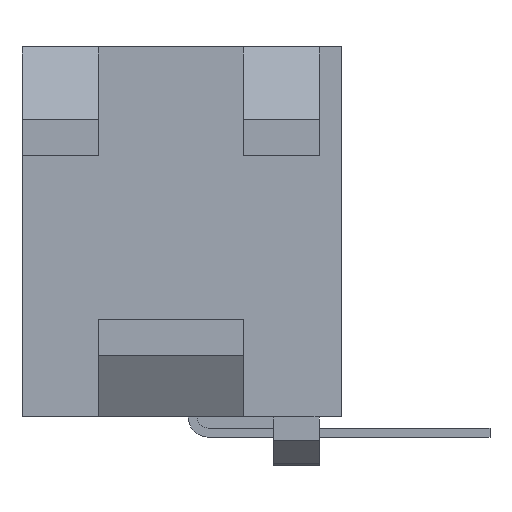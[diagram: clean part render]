
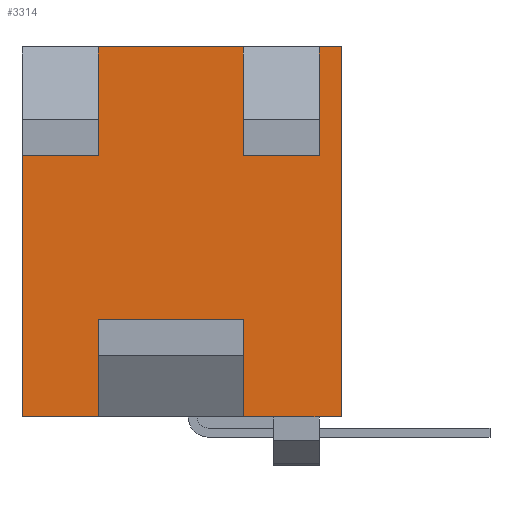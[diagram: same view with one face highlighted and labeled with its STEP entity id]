
A CAD part, left-side view. The second image highlights one B-rep face of the part: STEP entity #3314.
In plain terms, the highlighted planar face has unit normal (-1, 0, 0).
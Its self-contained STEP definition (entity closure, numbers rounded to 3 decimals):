
#600=DIRECTION('',(0.,0.,1.));
#601=VECTOR('',#600,3.);
#602=CARTESIAN_POINT('',(-11.65,-2.,-3.));
#603=LINE('',#602,#601);
#604=DIRECTION('',(0.,1.,0.));
#605=VECTOR('',#604,2.1);
#606=CARTESIAN_POINT('',(-11.65,-4.1,-3.));
#607=LINE('',#606,#605);
#608=DIRECTION('',(0.,0.,1.));
#609=VECTOR('',#608,3.);
#610=CARTESIAN_POINT('',(-11.65,-4.1,-3.));
#611=LINE('',#610,#609);
#612=DIRECTION('',(0.,-1.,0.));
#613=VECTOR('',#612,0.6);
#614=CARTESIAN_POINT('',(-11.65,-4.1,0.));
#615=LINE('',#614,#613);
#616=DIRECTION('',(0.,0.,-1.));
#617=VECTOR('',#616,2.7);
#618=CARTESIAN_POINT('',(-11.65,-2.,-7.5));
#619=LINE('',#618,#617);
#620=DIRECTION('',(0.,1.,0.));
#621=VECTOR('',#620,4.);
#622=CARTESIAN_POINT('',(-11.65,-2.,-7.5));
#623=LINE('',#622,#621);
#624=DIRECTION('',(0.,0.,-1.));
#625=VECTOR('',#624,2.7);
#626=CARTESIAN_POINT('',(-11.65,2.,-7.5));
#627=LINE('',#626,#625);
#628=DIRECTION('',(0.,0.,1.));
#629=VECTOR('',#628,7.2);
#630=CARTESIAN_POINT('',(-11.65,4.1,-10.2));
#631=LINE('',#630,#629);
#632=DIRECTION('',(0.,1.,0.));
#633=VECTOR('',#632,2.1);
#634=CARTESIAN_POINT('',(-11.65,2.,-3.));
#635=LINE('',#634,#633);
#636=DIRECTION('',(0.,0.,1.));
#637=VECTOR('',#636,3.);
#638=CARTESIAN_POINT('',(-11.65,2.,-3.));
#639=LINE('',#638,#637);
#640=DIRECTION('',(0.,-1.,0.));
#641=VECTOR('',#640,4.);
#642=CARTESIAN_POINT('',(-11.65,2.,0.));
#643=LINE('',#642,#641);
#684=DIRECTION('',(0.,0.,-1.));
#685=VECTOR('',#684,10.2);
#686=CARTESIAN_POINT('',(-11.65,-4.7,0.));
#687=LINE('',#686,#685);
#925=DIRECTION('',(0.,-1.,0.));
#926=VECTOR('',#925,2.1);
#927=CARTESIAN_POINT('',(-11.65,4.1,-10.2));
#928=LINE('',#927,#926);
#933=DIRECTION('',(0.,-1.,0.));
#934=VECTOR('',#933,2.7);
#935=CARTESIAN_POINT('',(-11.65,-2.,-10.2));
#936=LINE('',#935,#934);
#1948=CARTESIAN_POINT('',(-11.65,4.1,-10.2));
#1950=VERTEX_POINT('',#1948);
#1972=CARTESIAN_POINT('',(-11.65,-4.7,0.));
#1974=VERTEX_POINT('',#1972);
#1980=CARTESIAN_POINT('',(-11.65,-4.7,-10.2));
#1982=VERTEX_POINT('',#1980);
#2008=CARTESIAN_POINT('',(-11.65,2.,0.));
#2010=VERTEX_POINT('',#2008);
#2012=CARTESIAN_POINT('',(-11.65,2.,-3.));
#2013=VERTEX_POINT('',#2012);
#2014=CARTESIAN_POINT('',(-11.65,4.1,-3.));
#2015=VERTEX_POINT('',#2014);
#2028=CARTESIAN_POINT('',(-11.65,-2.,-10.2));
#2029=CARTESIAN_POINT('',(-11.65,2.,-10.2));
#2030=VERTEX_POINT('',#2028);
#2031=VERTEX_POINT('',#2029);
#2032=CARTESIAN_POINT('',(-11.65,-2.,-7.5));
#2033=VERTEX_POINT('',#2032);
#2034=CARTESIAN_POINT('',(-11.65,2.,-7.5));
#2035=VERTEX_POINT('',#2034);
#2064=CARTESIAN_POINT('',(-11.65,-2.,0.));
#2065=CARTESIAN_POINT('',(-11.65,-4.1,0.));
#2066=VERTEX_POINT('',#2064);
#2067=VERTEX_POINT('',#2065);
#2068=CARTESIAN_POINT('',(-11.65,-2.,-3.));
#2069=VERTEX_POINT('',#2068);
#2088=CARTESIAN_POINT('',(-11.65,-4.1,-3.));
#2089=VERTEX_POINT('',#2088);
#3282=CARTESIAN_POINT('',(-11.65,4.1,0.));
#3283=DIRECTION('',(-1.,0.,0.));
#3284=DIRECTION('',(0.,-1.,0.));
#3285=AXIS2_PLACEMENT_3D('',#3282,#3283,#3284);
#3286=PLANE('',#3285);
#3287=ORIENTED_EDGE('',*,*,#3256,.F.);
#3289=ORIENTED_EDGE('',*,*,#3288,.F.);
#3291=ORIENTED_EDGE('',*,*,#3290,.T.);
#3292=ORIENTED_EDGE('',*,*,#2549,.T.);
#3294=ORIENTED_EDGE('',*,*,#3293,.T.);
#3296=ORIENTED_EDGE('',*,*,#3295,.F.);
#3298=ORIENTED_EDGE('',*,*,#3297,.F.);
#3300=ORIENTED_EDGE('',*,*,#3299,.T.);
#3302=ORIENTED_EDGE('',*,*,#3301,.T.);
#3304=ORIENTED_EDGE('',*,*,#3303,.F.);
#3306=ORIENTED_EDGE('',*,*,#3305,.T.);
#3308=ORIENTED_EDGE('',*,*,#3307,.F.);
#3310=ORIENTED_EDGE('',*,*,#3309,.T.);
#3311=ORIENTED_EDGE('',*,*,#2553,.T.);
#3312=EDGE_LOOP('',(#3287,#3289,#3291,#3292,#3294,#3296,#3298,#3300,#3302,#3304,
#3306,#3308,#3310,#3311));
#3313=FACE_OUTER_BOUND('',#3312,.F.);
#3314=ADVANCED_FACE('',(#3313),#3286,.T.);
#2549=EDGE_CURVE('',#2067,#1974,#615,.T.);
#2553=EDGE_CURVE('',#2010,#2066,#643,.T.);
#3256=EDGE_CURVE('',#2069,#2066,#603,.T.);
#3288=EDGE_CURVE('',#2089,#2069,#607,.T.);
#3290=EDGE_CURVE('',#2089,#2067,#611,.T.);
#3293=EDGE_CURVE('',#1974,#1982,#687,.T.);
#3295=EDGE_CURVE('',#2030,#1982,#936,.T.);
#3297=EDGE_CURVE('',#2033,#2030,#619,.T.);
#3299=EDGE_CURVE('',#2033,#2035,#623,.T.);
#3301=EDGE_CURVE('',#2035,#2031,#627,.T.);
#3303=EDGE_CURVE('',#1950,#2031,#928,.T.);
#3305=EDGE_CURVE('',#1950,#2015,#631,.T.);
#3307=EDGE_CURVE('',#2013,#2015,#635,.T.);
#3309=EDGE_CURVE('',#2013,#2010,#639,.T.);
